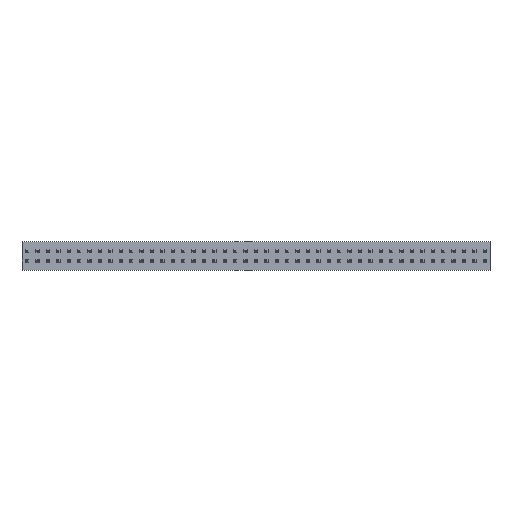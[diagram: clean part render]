
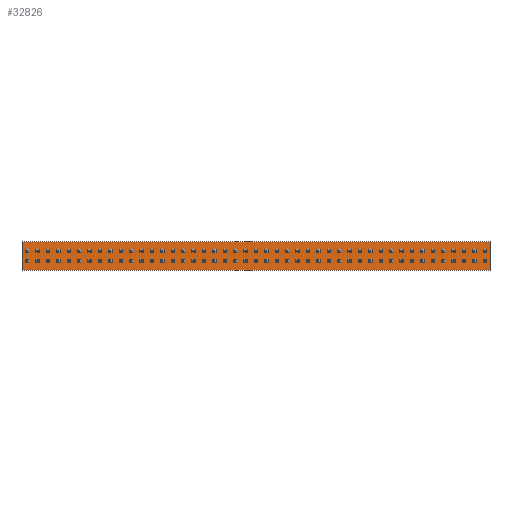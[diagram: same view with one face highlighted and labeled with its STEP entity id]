
A CAD part, top view. The second image highlights one B-rep face of the part: STEP entity #32826.
In plain terms, the highlighted face is planar.
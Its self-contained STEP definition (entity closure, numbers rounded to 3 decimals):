
#32694 = EDGE_CURVE('',#32695,#32697,#32699,.T.);
#32695 = VERTEX_POINT('',#32696);
#32696 = CARTESIAN_POINT('',(-28.575,1.778,-1.715));
#32697 = VERTEX_POINT('',#32698);
#32698 = CARTESIAN_POINT('',(-28.575,1.778,1.715));
#32699 = LINE('',#32700,#32701);
#32700 = CARTESIAN_POINT('',(-28.575,1.778,-1.715));
#32701 = VECTOR('',#32702,1.);
#32702 = DIRECTION('',(0.,0.,1.));
#32734 = EDGE_CURVE('',#32697,#32735,#32737,.T.);
#32735 = VERTEX_POINT('',#32736);
#32736 = CARTESIAN_POINT('',(28.575,1.778,1.715));
#32737 = LINE('',#32738,#32739);
#32738 = CARTESIAN_POINT('',(-28.575,1.778,1.715));
#32739 = VECTOR('',#32740,1.);
#32740 = DIRECTION('',(1.,0.,0.));
#32765 = EDGE_CURVE('',#32735,#32766,#32768,.T.);
#32766 = VERTEX_POINT('',#32767);
#32767 = CARTESIAN_POINT('',(28.575,1.778,-1.715));
#32768 = LINE('',#32769,#32770);
#32769 = CARTESIAN_POINT('',(28.575,1.778,1.715));
#32770 = VECTOR('',#32771,1.);
#32771 = DIRECTION('',(0.,0.,-1.));
#32796 = EDGE_CURVE('',#32766,#32695,#32797,.T.);
#32797 = LINE('',#32798,#32799);
#32798 = CARTESIAN_POINT('',(28.575,1.778,-1.715));
#32799 = VECTOR('',#32800,1.);
#32800 = DIRECTION('',(-1.,0.,0.));
#32826 = ADVANCED_FACE('',(#32827),#32833,.T.);
#32827 = FACE_BOUND('',#32828,.T.);
#32828 = EDGE_LOOP('',(#32829,#32830,#32831,#32832));
#32829 = ORIENTED_EDGE('',*,*,#32694,.T.);
#32830 = ORIENTED_EDGE('',*,*,#32734,.T.);
#32831 = ORIENTED_EDGE('',*,*,#32765,.T.);
#32832 = ORIENTED_EDGE('',*,*,#32796,.T.);
#32833 = PLANE('',#32834);
#32834 = AXIS2_PLACEMENT_3D('',#32835,#32836,#32837);
#32835 = CARTESIAN_POINT('',(0.,1.778,0.));
#32836 = DIRECTION('',(0.,1.,0.));
#32837 = DIRECTION('',(0.,-0.,1.));
